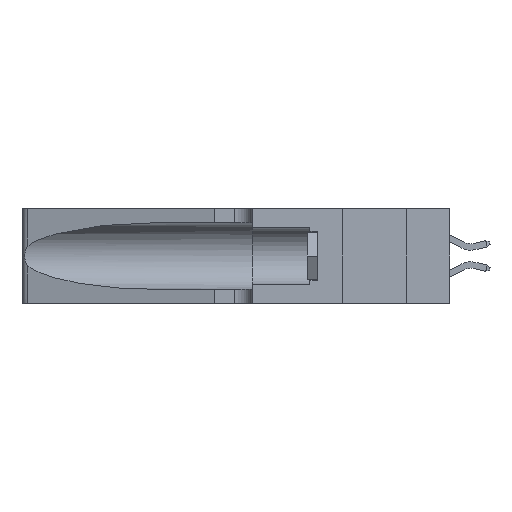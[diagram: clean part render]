
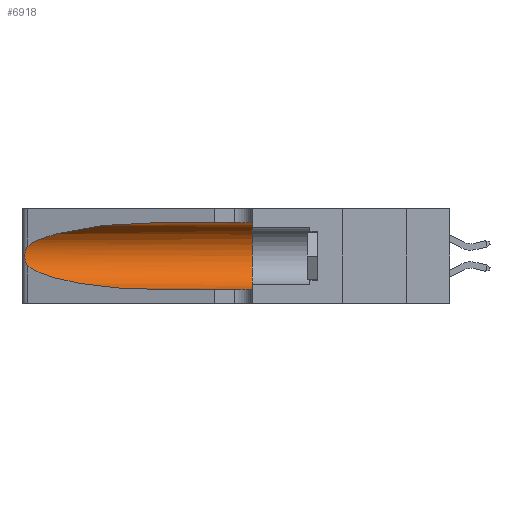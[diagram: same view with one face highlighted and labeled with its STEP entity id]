
A CAD part, left-side view. The second image highlights one B-rep face of the part: STEP entity #6918.
In plain terms, the highlighted cylindrical face has radius 3.308 mm (diameter 6.617 mm), a partial arc.
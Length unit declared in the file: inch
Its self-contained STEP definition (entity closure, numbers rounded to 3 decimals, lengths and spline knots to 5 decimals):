
#401 = LINE ( 'NONE', #11513, #17180 ) ;
#458 = VERTEX_POINT ( 'NONE', #5213 ) ;
#837 = CARTESIAN_POINT ( 'NONE',  ( 0.1305, 0.35, 0.185 ) ) ;
#844 = AXIS2_PLACEMENT_3D ( 'NONE', #837, #27041, #11637 ) ;
#987 = EDGE_LOOP ( 'NONE', ( #22046, #16133, #6558, #17454, #7545, #15787 ) ) ;
#1643 = CARTESIAN_POINT ( 'NONE',  ( 0.2373, 1.15595, 0.28018 ) ) ;
#2015 = CARTESIAN_POINT ( 'NONE',  ( 0.25856, 1.23593, 0.16098 ) ) ;
#2668 = CIRCLE ( 'NONE', #844, 0.13025 ) ;
#2841 = EDGE_CURVE ( 'NONE', #8303, #13306, #6629, .T. ) ;
#4196 = VECTOR ( 'NONE', #16346, 39.37008 ) ;
#5094 = EDGE_CURVE ( 'NONE', #23192, #458, #401, .T. ) ;
#5135 = DIRECTION ( 'NONE',  ( 0., -1., 0. ) ) ;
#5213 = CARTESIAN_POINT ( 'NONE',  ( 0.1305, 0.35, 0.31525 ) ) ;
#6558 = ORIENTED_EDGE ( 'NONE', *, *, #13987, .T. ) ;
#6629 = B_SPLINE_CURVE_WITH_KNOTS ( 'NONE', 3,
 ( #16933, #12627, #8215, #23535, #27943, #14831, #17033, #26229, #11194, #2015, #17320, #19614, #8690, #8963 ),
 .UNSPECIFIED., .F., .F.,
 ( 4, 2, 2, 2, 2, 2, 4 ),
 ( 0., 0.00027, 0.00053, 0.00107, 0.0016, 0.00187, 0.00214 ),
 .UNSPECIFIED. ) ;
#6918 = ADVANCED_FACE ( 'NONE', ( #19836 ), #19488, .F. ) ;
#7260 = CARTESIAN_POINT ( 'NONE',  ( 0.1305, 0.35, 0.05475 ) ) ;
#7545 = ORIENTED_EDGE ( 'NONE', *, *, #25387, .F. ) ;
#8215 = CARTESIAN_POINT ( 'NONE',  ( 0.25639, 1.23184, 0.21858 ) ) ;
#8303 = VERTEX_POINT ( 'NONE', #12288 ) ;
#8690 = CARTESIAN_POINT ( 'NONE',  ( 0.25555, 1.22993, 0.14849 ) ) ;
#8722 = CARTESIAN_POINT ( 'NONE',  ( 0.18966, 0.96281, 0.05475 ) ) ;
#8963 = CARTESIAN_POINT ( 'NONE',  ( 0.25487, 1.22718, 0.14631 ) ) ;
#9527 = CARTESIAN_POINT ( 'NONE',  ( 0.1305, 1.61858, 0.185 ) ) ;
#9638 = CARTESIAN_POINT ( 'NONE',  ( 0.1305, 1.61858, 0.05475 ) ) ;
#10149 = CARTESIAN_POINT ( 'NONE',  ( 0.1305, 0.72297, 0.31525 ) ) ;
#11194 = CARTESIAN_POINT ( 'NONE',  ( 0.26017, 1.23833, 0.17102 ) ) ;
#11513 = CARTESIAN_POINT ( 'NONE',  ( 0.1305, 1.61858, 0.31525 ) ) ;
#11637 = DIRECTION ( 'NONE',  ( 0., 0., 1. ) ) ;
#11762 = DIRECTION ( 'NONE',  ( 0., 0., -1. ) ) ;
#12175 = CARTESIAN_POINT ( 'NONE',  ( 0.18966, 0.96281, 0.31525 ) ) ;
#12288 = CARTESIAN_POINT ( 'NONE',  ( 0.25487, 1.22718, 0.22369 ) ) ;
#12627 = CARTESIAN_POINT ( 'NONE',  ( 0.25555, 1.22994, 0.2215 ) ) ;
#13084 =( BOUNDED_CURVE ( )  B_SPLINE_CURVE ( 3, ( #17252, #15417, #8722, #28339 ),
 .UNSPECIFIED., .F., .F. ) 
 B_SPLINE_CURVE_WITH_KNOTS ( ( 4, 4 ),
 ( 3.44316, 4.71239 ),
 .UNSPECIFIED. ) 
 CURVE ( )  GEOMETRIC_REPRESENTATION_ITEM ( )  RATIONAL_B_SPLINE_CURVE ( ( 1., 0.87, 0.87, 1. ) ) 
 REPRESENTATION_ITEM ( '' )  );
#13306 = VERTEX_POINT ( 'NONE', #21487 ) ;
#13987 = EDGE_CURVE ( 'NONE', #13306, #15281, #13084, .T. ) ;
#14226 = EDGE_CURVE ( 'NONE', #23192, #8303, #19063, .T. ) ;
#14831 = CARTESIAN_POINT ( 'NONE',  ( 0.26018, 1.23835, 0.19895 ) ) ;
#15281 = VERTEX_POINT ( 'NONE', #18475 ) ;
#15417 = CARTESIAN_POINT ( 'NONE',  ( 0.2373, 1.15595, 0.08982 ) ) ;
#15787 = ORIENTED_EDGE ( 'NONE', *, *, #5094, .F. ) ;
#16133 = ORIENTED_EDGE ( 'NONE', *, *, #2841, .T. ) ;
#16175 = CARTESIAN_POINT ( 'NONE',  ( 0.1305, 0.72297, 0.31525 ) ) ;
#16346 = DIRECTION ( 'NONE',  ( 0., -1., 0. ) ) ;
#16933 = CARTESIAN_POINT ( 'NONE',  ( 0.25487, 1.22718, 0.22369 ) ) ;
#17033 = CARTESIAN_POINT ( 'NONE',  ( 0.26075, 1.23896, 0.19203 ) ) ;
#17180 = VECTOR ( 'NONE', #26922, 39.37008 ) ;
#17252 = CARTESIAN_POINT ( 'NONE',  ( 0.25487, 1.22718, 0.14631 ) ) ;
#17320 = CARTESIAN_POINT ( 'NONE',  ( 0.25789, 1.23486, 0.15765 ) ) ;
#17454 = ORIENTED_EDGE ( 'NONE', *, *, #19819, .T. ) ;
#17823 = VERTEX_POINT ( 'NONE', #7260 ) ;
#18475 = CARTESIAN_POINT ( 'NONE',  ( 0.1305, 0.72297, 0.05475 ) ) ;
#19063 =( BOUNDED_CURVE ( )  B_SPLINE_CURVE ( 3, ( #10149, #12175, #1643, #27458 ),
 .UNSPECIFIED., .F., .F. ) 
 B_SPLINE_CURVE_WITH_KNOTS ( ( 4, 4 ),
 ( 1.5708, 2.84003 ),
 .UNSPECIFIED. ) 
 CURVE ( )  GEOMETRIC_REPRESENTATION_ITEM ( )  RATIONAL_B_SPLINE_CURVE ( ( 1., 0.87, 0.87, 1. ) ) 
 REPRESENTATION_ITEM ( '' )  );
#19488 = CYLINDRICAL_SURFACE ( 'NONE', #27486, 0.13025 ) ;
#19614 = CARTESIAN_POINT ( 'NONE',  ( 0.25639, 1.23186, 0.15144 ) ) ;
#19819 = EDGE_CURVE ( 'NONE', #15281, #17823, #25762, .T. ) ;
#19836 = FACE_OUTER_BOUND ( 'NONE', #987, .T. ) ;
#21487 = CARTESIAN_POINT ( 'NONE',  ( 0.25487, 1.22718, 0.14631 ) ) ;
#22046 = ORIENTED_EDGE ( 'NONE', *, *, #14226, .T. ) ;
#23192 = VERTEX_POINT ( 'NONE', #16175 ) ;
#23535 = CARTESIAN_POINT ( 'NONE',  ( 0.25787, 1.23484, 0.2124 ) ) ;
#25387 = EDGE_CURVE ( 'NONE', #458, #17823, #2668, .T. ) ;
#25762 = LINE ( 'NONE', #9638, #4196 ) ;
#26229 = CARTESIAN_POINT ( 'NONE',  ( 0.26075, 1.23896, 0.178 ) ) ;
#26922 = DIRECTION ( 'NONE',  ( 0., -1., 0. ) ) ;
#27041 = DIRECTION ( 'NONE',  ( 0., 1., 0. ) ) ;
#27458 = CARTESIAN_POINT ( 'NONE',  ( 0.25487, 1.22718, 0.22369 ) ) ;
#27486 = AXIS2_PLACEMENT_3D ( 'NONE', #9527, #5135, #11762 ) ;
#27943 = CARTESIAN_POINT ( 'NONE',  ( 0.25854, 1.2359, 0.20912 ) ) ;
#28339 = CARTESIAN_POINT ( 'NONE',  ( 0.1305, 0.72297, 0.05475 ) ) ;
